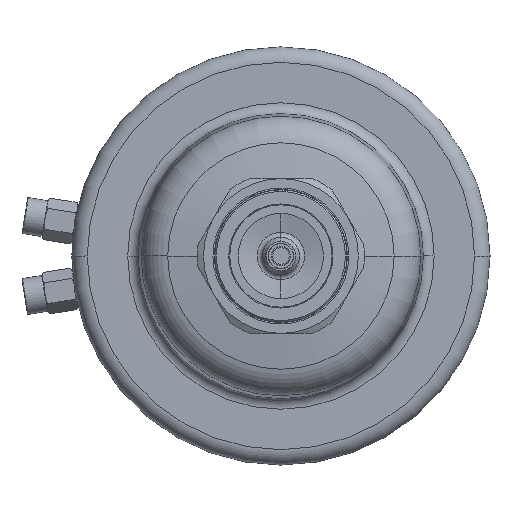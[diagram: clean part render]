
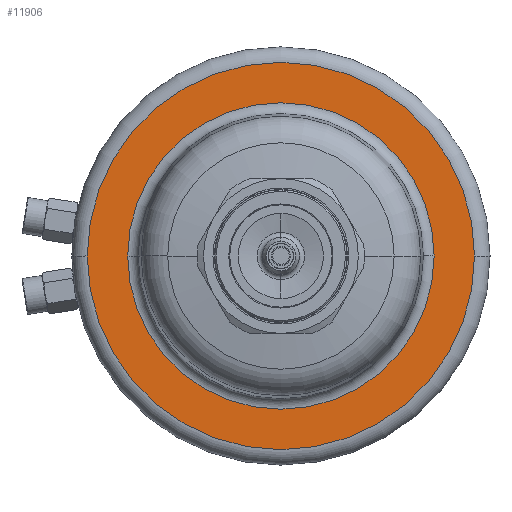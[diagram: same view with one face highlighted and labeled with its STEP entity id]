
A CAD part, left-side view. The second image highlights one B-rep face of the part: STEP entity #11906.
In plain terms, the highlighted face is planar.
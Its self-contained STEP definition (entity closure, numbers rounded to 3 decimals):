
#7159=CARTESIAN_POINT('',(0.,18.5,0.));
#7160=DIRECTION('',(0.,1.,0.));
#7161=DIRECTION('',(1.,0.,0.));
#7162=AXIS2_PLACEMENT_3D('',#7159,#7160,#7161);
#7174=CARTESIAN_POINT('',(0.,18.5,0.));
#7175=DIRECTION('',(0.,1.,0.));
#7176=DIRECTION('',(-1.,0.,0.));
#7177=AXIS2_PLACEMENT_3D('',#7174,#7175,#7176);
#7207=CARTESIAN_POINT('',(0.,18.5,0.));
#7208=DIRECTION('',(0.,-1.,0.));
#7209=DIRECTION('',(1.,0.,0.));
#7210=AXIS2_PLACEMENT_3D('',#7207,#7208,#7209);
#7230=CARTESIAN_POINT('',(0.,18.5,0.));
#7231=DIRECTION('',(0.,-1.,0.));
#7232=DIRECTION('',(-1.,0.,0.));
#7233=AXIS2_PLACEMENT_3D('',#7230,#7231,#7232);
#10461=CARTESIAN_POINT('',(-62.55,18.5,0.));
#10462=CARTESIAN_POINT('',(62.55,18.5,0.));
#10463=VERTEX_POINT('',#10461);
#10464=VERTEX_POINT('',#10462);
#10481=CARTESIAN_POINT('',(49.498,18.5,0.));
#10482=CARTESIAN_POINT('',(-49.498,18.5,0.));
#10483=VERTEX_POINT('',#10481);
#10484=VERTEX_POINT('',#10482);
#11891=CARTESIAN_POINT('',(0.,18.5,0.));
#11892=DIRECTION('',(0.,-1.,0.));
#11893=DIRECTION('',(-1.,0.,0.));
#11894=AXIS2_PLACEMENT_3D('',#11891,#11892,#11893);
#11895=PLANE('',#11894);
#11896=ORIENTED_EDGE('',*,*,#11872,.F.);
#11897=ORIENTED_EDGE('',*,*,#11854,.F.);
#11898=EDGE_LOOP('',(#11896,#11897));
#11899=FACE_OUTER_BOUND('',#11898,.F.);
#11901=ORIENTED_EDGE('',*,*,#11900,.F.);
#11903=ORIENTED_EDGE('',*,*,#11902,.F.);
#11904=EDGE_LOOP('',(#11901,#11903));
#11905=FACE_BOUND('',#11904,.F.);
#11906=ADVANCED_FACE('',(#11899,#11905),#11895,.F.);
#7163=CIRCLE('',#7162,62.55);
#7178=CIRCLE('',#7177,62.55);
#7211=CIRCLE('',#7210,49.498);
#7234=CIRCLE('',#7233,49.498);
#11854=EDGE_CURVE('',#10464,#10463,#7163,.T.);
#11872=EDGE_CURVE('',#10463,#10464,#7178,.T.);
#11900=EDGE_CURVE('',#10483,#10484,#7211,.T.);
#11902=EDGE_CURVE('',#10484,#10483,#7234,.T.);
